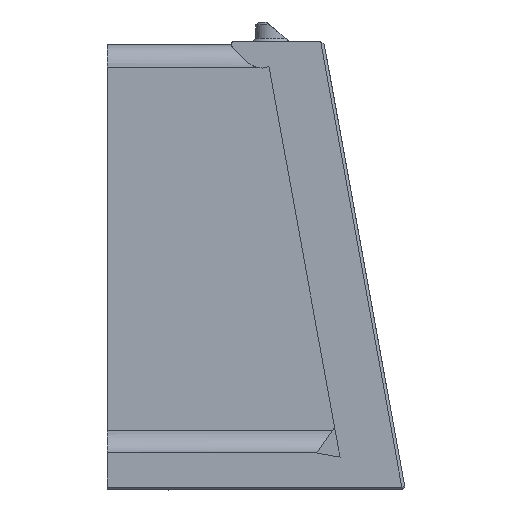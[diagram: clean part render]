
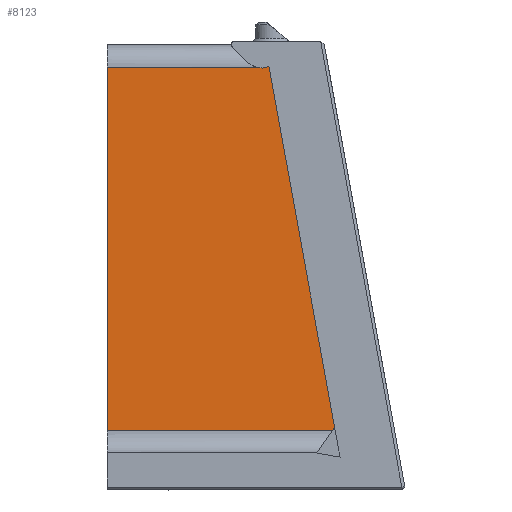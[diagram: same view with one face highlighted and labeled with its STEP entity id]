
A CAD part, left-side view. The second image highlights one B-rep face of the part: STEP entity #8123.
In plain terms, the highlighted planar face has unit normal (-1, 0, 0).
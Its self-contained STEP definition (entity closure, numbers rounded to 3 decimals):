
#120=CIRCLE('',#8617,2.);
#121=CIRCLE('',#8618,3.5);
#602=FACE_OUTER_BOUND('',#1079,.T.);
#1079=EDGE_LOOP('',(#5463,#5464,#5465,#5466,#5467,#5468));
#1634=LINE('',#11934,#2528);
#1648=LINE('',#11967,#2542);
#1650=LINE('',#12011,#2544);
#1651=LINE('',#12012,#2545);
#2528=VECTOR('',#9462,10.);
#2542=VECTOR('',#9492,10.);
#2544=VECTOR('',#9506,10.);
#2545=VECTOR('',#9507,10.);
#3421=VERTEX_POINT('',#11931);
#3422=VERTEX_POINT('',#11933);
#3433=VERTEX_POINT('',#11966);
#3439=VERTEX_POINT('',#12006);
#3440=VERTEX_POINT('',#12008);
#3441=VERTEX_POINT('',#12010);
#4189=EDGE_CURVE('',#3422,#3421,#1634,.T.);
#4207=EDGE_CURVE('',#3422,#3433,#1648,.T.);
#4214=EDGE_CURVE('',#3439,#3421,#120,.T.);
#4215=EDGE_CURVE('',#3440,#3439,#121,.T.);
#4216=EDGE_CURVE('',#3441,#3440,#1650,.T.);
#4217=EDGE_CURVE('',#3441,#3433,#1651,.T.);
#5463=ORIENTED_EDGE('',*,*,#4207,.F.);
#5464=ORIENTED_EDGE('',*,*,#4189,.T.);
#5465=ORIENTED_EDGE('',*,*,#4214,.F.);
#5466=ORIENTED_EDGE('',*,*,#4215,.F.);
#5467=ORIENTED_EDGE('',*,*,#4216,.F.);
#5468=ORIENTED_EDGE('',*,*,#4217,.T.);
#7822=PLANE('',#8616);
#8123=ADVANCED_FACE('',(#602),#7822,.T.);
#8616=AXIS2_PLACEMENT_3D('',#12005,#9500,#9501);
#8617=AXIS2_PLACEMENT_3D('',#12007,#9502,#9503);
#8618=AXIS2_PLACEMENT_3D('',#12009,#9504,#9505);
#9462=DIRECTION('',(0.,0.179,0.984));
#9492=DIRECTION('',(0.,1.,0.));
#9500=DIRECTION('center_axis',(-1.,0.,0.));
#9501=DIRECTION('ref_axis',(0.,0.,
-1.));
#9502=DIRECTION('center_axis',(-1.,0.,0.));
#9503=DIRECTION('ref_axis',(0.,0.152,-0.988));
#9504=DIRECTION('center_axis',(-1.,0.,0.));
#9505=DIRECTION('ref_axis',(0.,-0.415,-0.91));
#9506=DIRECTION('',(0.,-1.,0.));
#9507=DIRECTION('',(0.,0.,-1.));
#11931=CARTESIAN_POINT('',(112.543,-232.508,62.52));
#11933=CARTESIAN_POINT('',(112.543,-241.491,13.111));
#11934=CARTESIAN_POINT('',(112.543,-242.052,10.029));
#11966=CARTESIAN_POINT('',(112.543,-210.256,13.111));
#11967=CARTESIAN_POINT('',(112.543,-220.283,13.111));
#12005=CARTESIAN_POINT('Origin',(112.543,-210.256,65.111));
#12006=CARTESIAN_POINT('',(112.543,-230.84,62.007));
#12007=CARTESIAN_POINT('Origin',(112.543,-231.145,63.984));
#12008=CARTESIAN_POINT('',(112.543,-230.376,62.111));
#12009=CARTESIAN_POINT('Origin',(112.543,-231.373,65.466));
#12010=CARTESIAN_POINT('',(112.543,-210.256,62.111));
#12011=CARTESIAN_POINT('',(112.543,-210.256,62.111));
#12012=CARTESIAN_POINT('',(112.543,-210.256,65.111));
